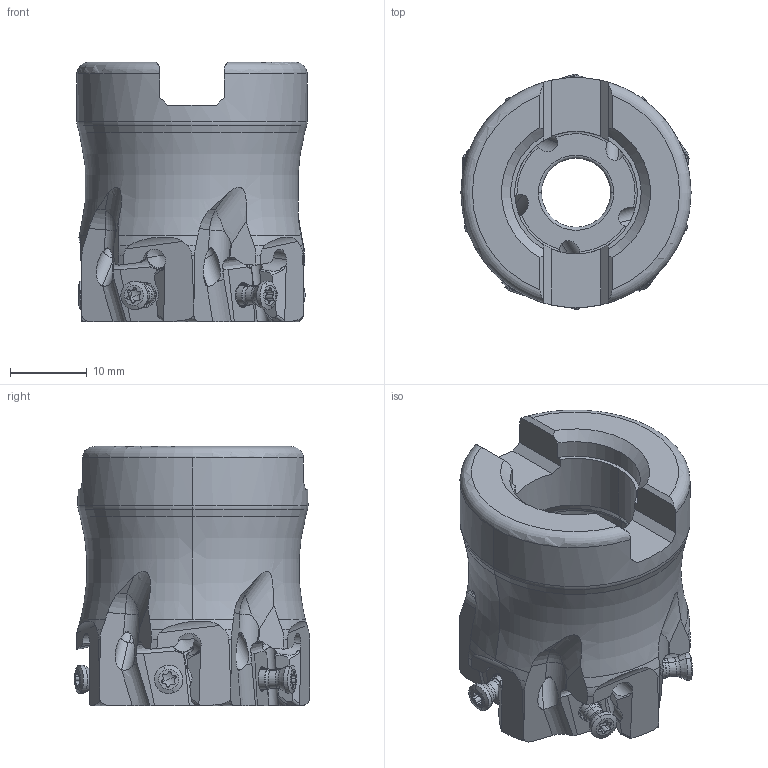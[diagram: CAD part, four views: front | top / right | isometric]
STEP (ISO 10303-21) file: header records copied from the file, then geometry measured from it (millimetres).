
FILE_DESCRIPTION(/* description */ (''),/* implementation_level */ '2;1');
FILE_NAME(/* name */ 'VPX200-032A05AR.stp',/* time_stamp */ '2021-09-08T11:39:34+09:00',/* author */ (''),/* organization */ (''),/* preprocessor_version */ 'ST-DEVELOPER v16',/* originating_system */ 'SIEMENS PLM Software NX 10.0',/* authorisation */ '');
FILE_SCHEMA (('AUTOMOTIVE_DESIGN { 1 0 10303 214 3 1 1 1 }'));
Length unit declared in the file: millimetre
Products named in the file (1): VPX200-032A05AR_ASM
Bounding box: 30 x 30.64 x 33.8 mm (x, y, z)
Volume: 14000.1 mm3; surface area: 6951.3 mm2
Topology: 6 solids, 6 shells, 547 faces, 1555 edges, 1014 vertices
Faces by surface type: cylinder 232, plane 152, cone 67, torus 61, extrusion 20, sphere 10, bspline 5
Entity records: 22879 total; most frequent: CARTESIAN_POINT 8872, ORIENTED_EDGE 3070, DIRECTION 2742, EDGE_CURVE 1535, AXIS2_PLACEMENT_3D 1104, VERTEX_POINT 1006, EDGE_LOOP 575, ADVANCED_FACE 547
